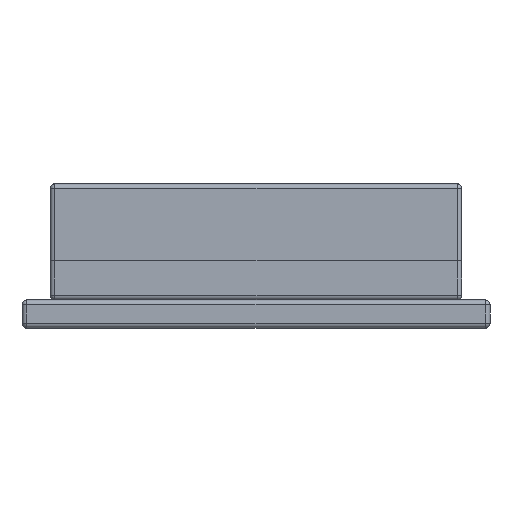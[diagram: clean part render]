
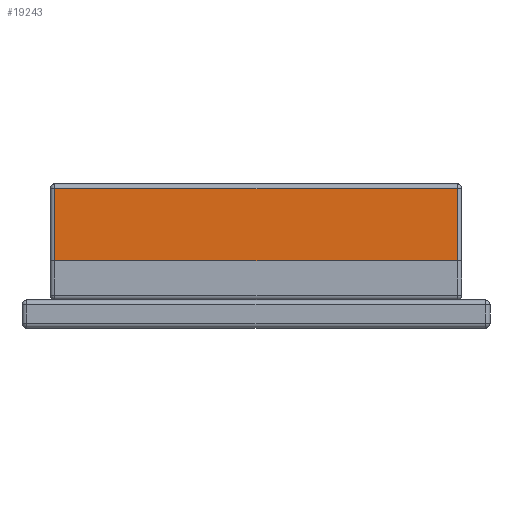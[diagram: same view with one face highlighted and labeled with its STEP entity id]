
A CAD part, left-side view. The second image highlights one B-rep face of the part: STEP entity #19243.
In plain terms, the highlighted face is planar.
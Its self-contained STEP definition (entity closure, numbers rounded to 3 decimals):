
#16814 = CYLINDRICAL_SURFACE('',#16815,0.025);
#16815 = AXIS2_PLACEMENT_3D('',#16816,#16817,#16818);
#16816 = CARTESIAN_POINT('',(1.225,1.075,0.21));
#16817 = DIRECTION('',(0.,0.,1.));
#16818 = DIRECTION('',(0.,1.,0.));
#16855 = VERTEX_POINT('',#16856);
#16856 = CARTESIAN_POINT('',(1.25,1.075,0.21));
#16870 = PLANE('',#16871);
#16871 = AXIS2_PLACEMENT_3D('',#16872,#16873,#16874);
#16872 = CARTESIAN_POINT('',(1.25,1.1,0.));
#16873 = DIRECTION('',(1.,0.,0.));
#16874 = DIRECTION('',(0.,-1.,0.));
#17904 = EDGE_CURVE('',#16855,#17905,#17907,.T.);
#17905 = VERTEX_POINT('',#17906);
#17906 = CARTESIAN_POINT('',(1.25,1.075,0.595));
#17907 = SURFACE_CURVE('',#17908,(#17912,#17919),.PCURVE_S1.);
#17908 = LINE('',#17909,#17910);
#17909 = CARTESIAN_POINT('',(1.25,1.075,0.21));
#17910 = VECTOR('',#17911,1.);
#17911 = DIRECTION('',(0.,0.,1.));
#17912 = PCURVE('',#16814,#17913);
#17913 = DEFINITIONAL_REPRESENTATION('',(#17914),#17918);
#17914 = LINE('',#17915,#17916);
#17915 = CARTESIAN_POINT('',(-1.571,0.));
#17916 = VECTOR('',#17917,1.);
#17917 = DIRECTION('',(-0.,1.));
#17918 = ( GEOMETRIC_REPRESENTATION_CONTEXT(2) 
PARAMETRIC_REPRESENTATION_CONTEXT() REPRESENTATION_CONTEXT('2D SPACE',''
  ) );
#17919 = PCURVE('',#17920,#17925);
#17920 = PLANE('',#17921);
#17921 = AXIS2_PLACEMENT_3D('',#17922,#17923,#17924);
#17922 = CARTESIAN_POINT('',(1.25,1.1,0.21));
#17923 = DIRECTION('',(1.,0.,0.));
#17924 = DIRECTION('',(0.,-1.,0.));
#17925 = DEFINITIONAL_REPRESENTATION('',(#17926),#17930);
#17926 = LINE('',#17927,#17928);
#17927 = CARTESIAN_POINT('',(0.025,0.));
#17928 = VECTOR('',#17929,1.);
#17929 = DIRECTION('',(0.,-1.));
#17930 = ( GEOMETRIC_REPRESENTATION_CONTEXT(2) 
PARAMETRIC_REPRESENTATION_CONTEXT() REPRESENTATION_CONTEXT('2D SPACE',''
  ) );
#17958 = EDGE_CURVE('',#16855,#17959,#17961,.T.);
#17959 = VERTEX_POINT('',#17960);
#17960 = CARTESIAN_POINT('',(1.25,-1.075,0.21));
#17961 = SURFACE_CURVE('',#17962,(#17966,#17973),.PCURVE_S1.);
#17962 = LINE('',#17963,#17964);
#17963 = CARTESIAN_POINT('',(1.25,1.1,0.21));
#17964 = VECTOR('',#17965,1.);
#17965 = DIRECTION('',(0.,-1.,0.));
#17966 = PCURVE('',#16870,#17967);
#17967 = DEFINITIONAL_REPRESENTATION('',(#17968),#17972);
#17968 = LINE('',#17969,#17970);
#17969 = CARTESIAN_POINT('',(0.,-0.21));
#17970 = VECTOR('',#17971,1.);
#17971 = DIRECTION('',(1.,0.));
#17972 = ( GEOMETRIC_REPRESENTATION_CONTEXT(2) 
PARAMETRIC_REPRESENTATION_CONTEXT() REPRESENTATION_CONTEXT('2D SPACE',''
  ) );
#17973 = PCURVE('',#17920,#17974);
#17974 = DEFINITIONAL_REPRESENTATION('',(#17975),#17979);
#17975 = LINE('',#17976,#17977);
#17976 = CARTESIAN_POINT('',(0.,0.));
#17977 = VECTOR('',#17978,1.);
#17978 = DIRECTION('',(1.,0.));
#17979 = ( GEOMETRIC_REPRESENTATION_CONTEXT(2) 
PARAMETRIC_REPRESENTATION_CONTEXT() REPRESENTATION_CONTEXT('2D SPACE',''
  ) );
#18047 = CYLINDRICAL_SURFACE('',#18048,0.025);
#18048 = AXIS2_PLACEMENT_3D('',#18049,#18050,#18051);
#18049 = CARTESIAN_POINT('',(1.225,-1.075,0.21));
#18050 = DIRECTION('',(0.,0.,1.));
#18051 = DIRECTION('',(1.,0.,0.));
#18361 = CYLINDRICAL_SURFACE('',#18362,0.025);
#18362 = AXIS2_PLACEMENT_3D('',#18363,#18364,#18365);
#18363 = CARTESIAN_POINT('',(1.225,1.1,0.595));
#18364 = DIRECTION('',(0.,-1.,0.));
#18365 = DIRECTION('',(1.,0.,0.));
#19243 = ADVANCED_FACE('',(#19244),#17920,.T.);
#19244 = FACE_BOUND('',#19245,.T.);
#19245 = EDGE_LOOP('',(#19246,#19247,#19248,#19271));
#19246 = ORIENTED_EDGE('',*,*,#17958,.F.);
#19247 = ORIENTED_EDGE('',*,*,#17904,.T.);
#19248 = ORIENTED_EDGE('',*,*,#19249,.T.);
#19249 = EDGE_CURVE('',#17905,#19250,#19252,.T.);
#19250 = VERTEX_POINT('',#19251);
#19251 = CARTESIAN_POINT('',(1.25,-1.075,0.595));
#19252 = SURFACE_CURVE('',#19253,(#19257,#19264),.PCURVE_S1.);
#19253 = LINE('',#19254,#19255);
#19254 = CARTESIAN_POINT('',(1.25,1.1,0.595));
#19255 = VECTOR('',#19256,1.);
#19256 = DIRECTION('',(0.,-1.,0.));
#19257 = PCURVE('',#17920,#19258);
#19258 = DEFINITIONAL_REPRESENTATION('',(#19259),#19263);
#19259 = LINE('',#19260,#19261);
#19260 = CARTESIAN_POINT('',(0.,-0.385));
#19261 = VECTOR('',#19262,1.);
#19262 = DIRECTION('',(1.,0.));
#19263 = ( GEOMETRIC_REPRESENTATION_CONTEXT(2) 
PARAMETRIC_REPRESENTATION_CONTEXT() REPRESENTATION_CONTEXT('2D SPACE',''
  ) );
#19264 = PCURVE('',#18361,#19265);
#19265 = DEFINITIONAL_REPRESENTATION('',(#19266),#19270);
#19266 = LINE('',#19267,#19268);
#19267 = CARTESIAN_POINT('',(0.,0.));
#19268 = VECTOR('',#19269,1.);
#19269 = DIRECTION('',(0.,1.));
#19270 = ( GEOMETRIC_REPRESENTATION_CONTEXT(2) 
PARAMETRIC_REPRESENTATION_CONTEXT() REPRESENTATION_CONTEXT('2D SPACE',''
  ) );
#19271 = ORIENTED_EDGE('',*,*,#19272,.F.);
#19272 = EDGE_CURVE('',#17959,#19250,#19273,.T.);
#19273 = SURFACE_CURVE('',#19274,(#19278,#19285),.PCURVE_S1.);
#19274 = LINE('',#19275,#19276);
#19275 = CARTESIAN_POINT('',(1.25,-1.075,0.21));
#19276 = VECTOR('',#19277,1.);
#19277 = DIRECTION('',(0.,0.,1.));
#19278 = PCURVE('',#17920,#19279);
#19279 = DEFINITIONAL_REPRESENTATION('',(#19280),#19284);
#19280 = LINE('',#19281,#19282);
#19281 = CARTESIAN_POINT('',(2.175,0.));
#19282 = VECTOR('',#19283,1.);
#19283 = DIRECTION('',(0.,-1.));
#19284 = ( GEOMETRIC_REPRESENTATION_CONTEXT(2) 
PARAMETRIC_REPRESENTATION_CONTEXT() REPRESENTATION_CONTEXT('2D SPACE',''
  ) );
#19285 = PCURVE('',#18047,#19286);
#19286 = DEFINITIONAL_REPRESENTATION('',(#19287),#19291);
#19287 = LINE('',#19288,#19289);
#19288 = CARTESIAN_POINT('',(-0.,0.));
#19289 = VECTOR('',#19290,1.);
#19290 = DIRECTION('',(-0.,1.));
#19291 = ( GEOMETRIC_REPRESENTATION_CONTEXT(2) 
PARAMETRIC_REPRESENTATION_CONTEXT() REPRESENTATION_CONTEXT('2D SPACE',''
  ) );
